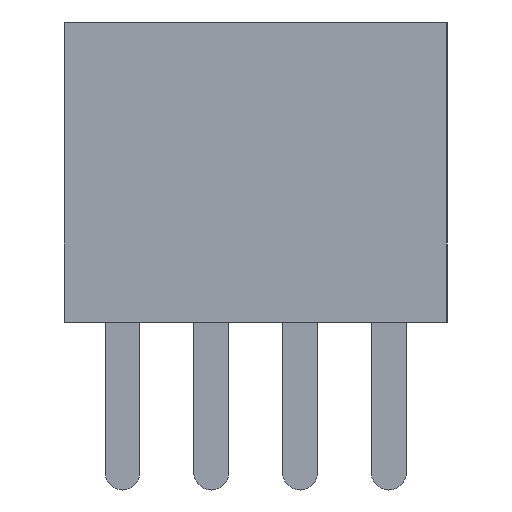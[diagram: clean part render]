
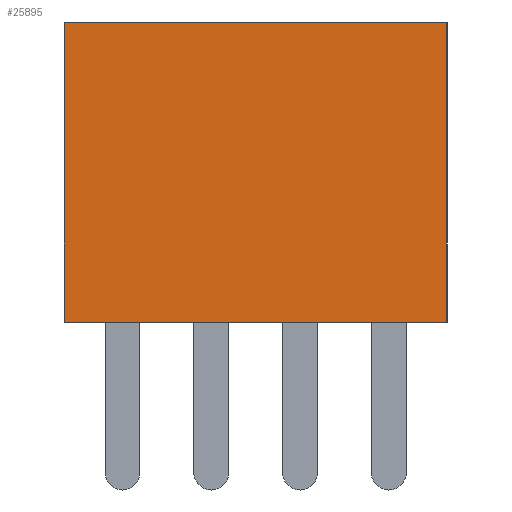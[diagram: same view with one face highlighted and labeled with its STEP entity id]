
A CAD part, front view. The second image highlights one B-rep face of the part: STEP entity #25895.
In plain terms, the highlighted planar face has unit normal (0, -1, 0).
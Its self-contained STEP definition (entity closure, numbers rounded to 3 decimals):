
#986 = CARTESIAN_POINT ( 'NONE',  ( 2.735, -1.05, -2.145 ) ) ;
#1469 = ORIENTED_EDGE ( 'NONE', *, *, #7355, .T. ) ;
#1543 = DIRECTION ( 'NONE',  ( 1., 0., 0. ) ) ;
#2883 = VERTEX_POINT ( 'NONE', #11083 ) ;
#4327 = VECTOR ( 'NONE', #5108, 1000. ) ;
#5108 = DIRECTION ( 'NONE',  ( 0., 0., -1. ) ) ;
#5169 = EDGE_CURVE ( 'NONE', #12961, #2883, #19694, .T. ) ;
#5489 = AXIS2_PLACEMENT_3D ( 'NONE', #17417, #28713, #8387 ) ;
#6260 = EDGE_CURVE ( 'NONE', #2883, #16326, #23620, .T. ) ;
#7355 = EDGE_CURVE ( 'NONE', #16326, #13567, #19786, .T. ) ;
#7698 = DIRECTION ( 'NONE',  ( 0., 0., 1. ) ) ;
#7818 = VECTOR ( 'NONE', #7698, 1000. ) ;
#8387 = DIRECTION ( 'NONE',  ( 0., 0., 1. ) ) ;
#8450 = ORIENTED_EDGE ( 'NONE', *, *, #15842, .T. ) ;
#8468 = ORIENTED_EDGE ( 'NONE', *, *, #5169, .T. ) ;
#9969 = CARTESIAN_POINT ( 'NONE',  ( -2.735, -1.05, 2.15 ) ) ;
#11083 = CARTESIAN_POINT ( 'NONE',  ( -2.735, -1.05, 2.145 ) ) ;
#12224 = CARTESIAN_POINT ( 'NONE',  ( -2.735, -1.05, -2.145 ) ) ;
#12961 = VERTEX_POINT ( 'NONE', #20909 ) ;
#13016 = CARTESIAN_POINT ( 'NONE',  ( -2.74, -1.05, 2.145 ) ) ;
#13567 = VERTEX_POINT ( 'NONE', #986 ) ;
#15422 = VECTOR ( 'NONE', #28154, 1000. ) ;
#15842 = EDGE_CURVE ( 'NONE', #13567, #12961, #28017, .T. ) ;
#16326 = VERTEX_POINT ( 'NONE', #12224 ) ;
#17129 = FACE_OUTER_BOUND ( 'NONE', #26958, .T. ) ;
#17390 = CARTESIAN_POINT ( 'NONE',  ( -2.74, -1.05, -2.145 ) ) ;
#17417 = CARTESIAN_POINT ( 'NONE',  ( -2.74, -1.05, 2.15 ) ) ;
#17656 = VECTOR ( 'NONE', #1543, 1000. ) ;
#19694 = LINE ( 'NONE', #13016, #15422 ) ;
#19786 = LINE ( 'NONE', #17390, #17656 ) ;
#20909 = CARTESIAN_POINT ( 'NONE',  ( 2.735, -1.05, 2.145 ) ) ;
#23620 = LINE ( 'NONE', #9969, #4327 ) ;
#24396 = PLANE ( 'NONE',  #5489 ) ;
#25531 = ORIENTED_EDGE ( 'NONE', *, *, #6260, .T. ) ;
#25784 = CARTESIAN_POINT ( 'NONE',  ( 2.735, -1.05, 2.15 ) ) ;
#25895 = ADVANCED_FACE ( 'NONE', ( #17129 ), #24396, .F. ) ;
#26958 = EDGE_LOOP ( 'NONE', ( #8450, #8468, #25531, #1469 ) ) ;
#28017 = LINE ( 'NONE', #25784, #7818 ) ;
#28154 = DIRECTION ( 'NONE',  ( -1., 0., 0. ) ) ;
#28713 = DIRECTION ( 'NONE',  ( 0., 1., 0. ) ) ;
